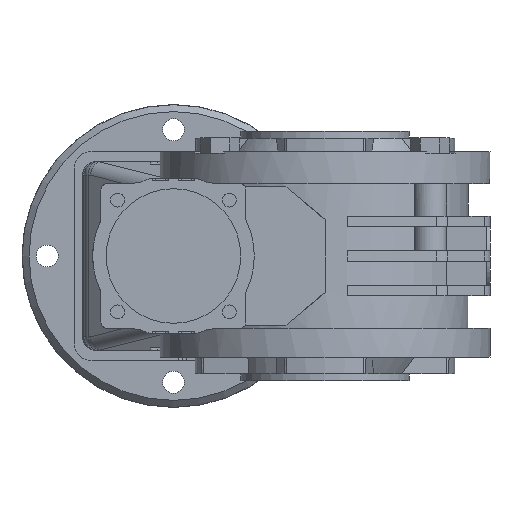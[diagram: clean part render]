
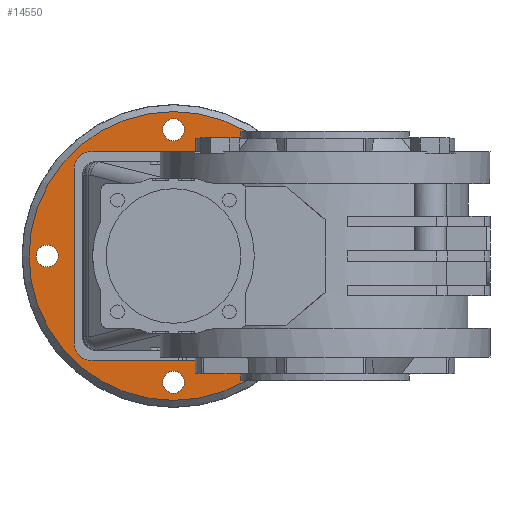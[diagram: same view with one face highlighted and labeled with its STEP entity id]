
A CAD part, left-side view. The second image highlights one B-rep face of the part: STEP entity #14550.
In plain terms, the highlighted face is planar.
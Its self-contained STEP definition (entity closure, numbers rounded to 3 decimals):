
#639=PLANE('',#15489);
#1609=LINE('',#23597,#2584);
#1610=LINE('',#23602,#2585);
#1611=LINE('',#23606,#2586);
#1612=LINE('',#23610,#2587);
#2584=VECTOR('',#18298,1000.);
#2585=VECTOR('',#18301,1000.);
#2586=VECTOR('',#18304,1000.);
#2587=VECTOR('',#18307,1000.);
#5495=ORIENTED_EDGE('',*,*,#7016,.T.);
#5496=ORIENTED_EDGE('',*,*,#7014,.F.);
#5497=ORIENTED_EDGE('',*,*,#7012,.F.);
#5498=ORIENTED_EDGE('',*,*,#7010,.F.);
#5499=ORIENTED_EDGE('',*,*,#7008,.F.);
#5500=ORIENTED_EDGE('',*,*,#7018,.T.);
#5501=ORIENTED_EDGE('',*,*,#7019,.T.);
#5502=ORIENTED_EDGE('',*,*,#7020,.T.);
#5503=ORIENTED_EDGE('',*,*,#7021,.T.);
#5504=ORIENTED_EDGE('',*,*,#7022,.T.);
#5505=ORIENTED_EDGE('',*,*,#7023,.T.);
#5506=ORIENTED_EDGE('',*,*,#7024,.T.);
#5507=ORIENTED_EDGE('',*,*,#7025,.T.);
#7008=EDGE_CURVE('',#8019,#8019,#8369,.T.);
#7010=EDGE_CURVE('',#8021,#8021,#8371,.T.);
#7012=EDGE_CURVE('',#8023,#8023,#8373,.T.);
#7014=EDGE_CURVE('',#8025,#8025,#8375,.T.);
#7016=EDGE_CURVE('',#8027,#8027,#8377,.T.);
#7018=EDGE_CURVE('',#8029,#8030,#1609,.T.);
#7019=EDGE_CURVE('',#8030,#8031,#8379,.F.);
#7020=EDGE_CURVE('',#8031,#8032,#1610,.T.);
#7021=EDGE_CURVE('',#8032,#8033,#8380,.F.);
#7022=EDGE_CURVE('',#8033,#8034,#1611,.T.);
#7023=EDGE_CURVE('',#8034,#8035,#8381,.F.);
#7024=EDGE_CURVE('',#8035,#8036,#1612,.T.);
#7025=EDGE_CURVE('',#8036,#8029,#8382,.F.);
#8019=VERTEX_POINT('',#23572);
#8021=VERTEX_POINT('',#23577);
#8023=VERTEX_POINT('',#23582);
#8025=VERTEX_POINT('',#23587);
#8027=VERTEX_POINT('',#23592);
#8029=VERTEX_POINT('',#23598);
#8030=VERTEX_POINT('',#23599);
#8031=VERTEX_POINT('',#23601);
#8032=VERTEX_POINT('',#23603);
#8033=VERTEX_POINT('',#23605);
#8034=VERTEX_POINT('',#23607);
#8035=VERTEX_POINT('',#23609);
#8036=VERTEX_POINT('',#23611);
#8369=CIRCLE('',#15474,3.25);
#8371=CIRCLE('',#15477,3.25);
#8373=CIRCLE('',#15480,3.25);
#8375=CIRCLE('',#15483,3.25);
#8377=CIRCLE('',#15486,42.895);
#8379=CIRCLE('',#15490,5.);
#8380=CIRCLE('',#15491,5.);
#8381=CIRCLE('',#15492,5.);
#8382=CIRCLE('',#15493,5.);
#9062=EDGE_LOOP('',(#5495));
#9063=EDGE_LOOP('',(#5496));
#9064=EDGE_LOOP('',(#5497));
#9065=EDGE_LOOP('',(#5498));
#9066=EDGE_LOOP('',(#5499));
#9067=EDGE_LOOP('',(#5500,#5501,#5502,#5503,#5504,#5505,#5506,#5507));
#9768=FACE_BOUND('',#9062,.T.);
#9769=FACE_BOUND('',#9063,.T.);
#9770=FACE_BOUND('',#9064,.T.);
#9771=FACE_BOUND('',#9065,.T.);
#9772=FACE_BOUND('',#9066,.T.);
#9773=FACE_BOUND('',#9067,.T.);
#14550=ADVANCED_FACE('',(#9768,#9769,#9770,#9771,#9772,#9773),#639,.T.);
#15474=AXIS2_PLACEMENT_3D('',#23571,#18266,#18267);
#15477=AXIS2_PLACEMENT_3D('',#23576,#18272,#18273);
#15480=AXIS2_PLACEMENT_3D('',#23581,#18278,#18279);
#15483=AXIS2_PLACEMENT_3D('',#23586,#18284,#18285);
#15486=AXIS2_PLACEMENT_3D('',#23591,#18290,#18291);
#15489=AXIS2_PLACEMENT_3D('',#23596,#18296,#18297);
#15490=AXIS2_PLACEMENT_3D('',#23600,#18299,#18300);
#15491=AXIS2_PLACEMENT_3D('',#23604,#18302,#18303);
#15492=AXIS2_PLACEMENT_3D('',#23608,#18305,#18306);
#15493=AXIS2_PLACEMENT_3D('',#23612,#18308,#18309);
#18266=DIRECTION('',(0.,-1.,0.));
#18267=DIRECTION('',(0.,0.,-1.));
#18272=DIRECTION('',(0.,-1.,0.));
#18273=DIRECTION('',(0.,0.,-1.));
#18278=DIRECTION('',(0.,-1.,0.));
#18279=DIRECTION('',(0.,0.,-1.));
#18284=DIRECTION('',(0.,-1.,0.));
#18285=DIRECTION('',(0.,0.,-1.));
#18290=DIRECTION('',(0.,-1.,0.));
#18291=DIRECTION('',(0.,0.,-1.));
#18296=DIRECTION('',(0.,-1.,0.));
#18297=DIRECTION('',(0.,0.,-1.));
#18298=DIRECTION('',(1.,0.,0.));
#18299=DIRECTION('',(0.,-1.,0.));
#18300=DIRECTION('',(0.,0.,-1.));
#18301=DIRECTION('',(0.,0.,-1.));
#18302=DIRECTION('',(0.,-1.,0.));
#18303=DIRECTION('',(0.,0.,-1.));
#18304=DIRECTION('',(-1.,0.,0.));
#18305=DIRECTION('',(0.,-1.,0.));
#18306=DIRECTION('',(0.,0.,-1.));
#18307=DIRECTION('',(0.,0.,1.));
#18308=DIRECTION('',(0.,-1.,0.));
#18309=DIRECTION('',(0.,0.,-1.));
#23571=CARTESIAN_POINT('',(0.,15.2,37.5));
#23572=CARTESIAN_POINT('',(0.,15.2,34.25));
#23576=CARTESIAN_POINT('',(37.5,15.2,0.));
#23577=CARTESIAN_POINT('',(37.5,15.2,-3.25));
#23581=CARTESIAN_POINT('',(0.,15.2,-37.5));
#23582=CARTESIAN_POINT('',(0.,15.2,-40.75));
#23586=CARTESIAN_POINT('',(-37.5,15.2,0.));
#23587=CARTESIAN_POINT('',(-37.5,15.2,-3.25));
#23591=CARTESIAN_POINT('',(0.,15.2,0.));
#23592=CARTESIAN_POINT('',(0.,15.2,-42.895));
#23596=CARTESIAN_POINT('',(0.,15.2,29.5));
#23597=CARTESIAN_POINT('',(0.,15.2,31.));
#23598=CARTESIAN_POINT('',(-24.5,15.2,31.));
#23599=CARTESIAN_POINT('',(24.5,15.2,31.));
#23600=CARTESIAN_POINT('',(24.5,15.2,26.));
#23601=CARTESIAN_POINT('',(29.5,15.2,26.));
#23602=CARTESIAN_POINT('',(29.5,15.2,29.5));
#23603=CARTESIAN_POINT('',(29.5,15.2,-26.));
#23604=CARTESIAN_POINT('',(24.5,15.2,-26.));
#23605=CARTESIAN_POINT('',(24.5,15.2,-31.));
#23606=CARTESIAN_POINT('',(0.,15.2,-31.));
#23607=CARTESIAN_POINT('',(-24.5,15.2,-31.));
#23608=CARTESIAN_POINT('',(-24.5,15.2,-26.));
#23609=CARTESIAN_POINT('',(-29.5,15.2,-26.));
#23610=CARTESIAN_POINT('',(-29.5,15.2,29.5));
#23611=CARTESIAN_POINT('',(-29.5,15.2,26.));
#23612=CARTESIAN_POINT('',(-24.5,15.2,26.));
